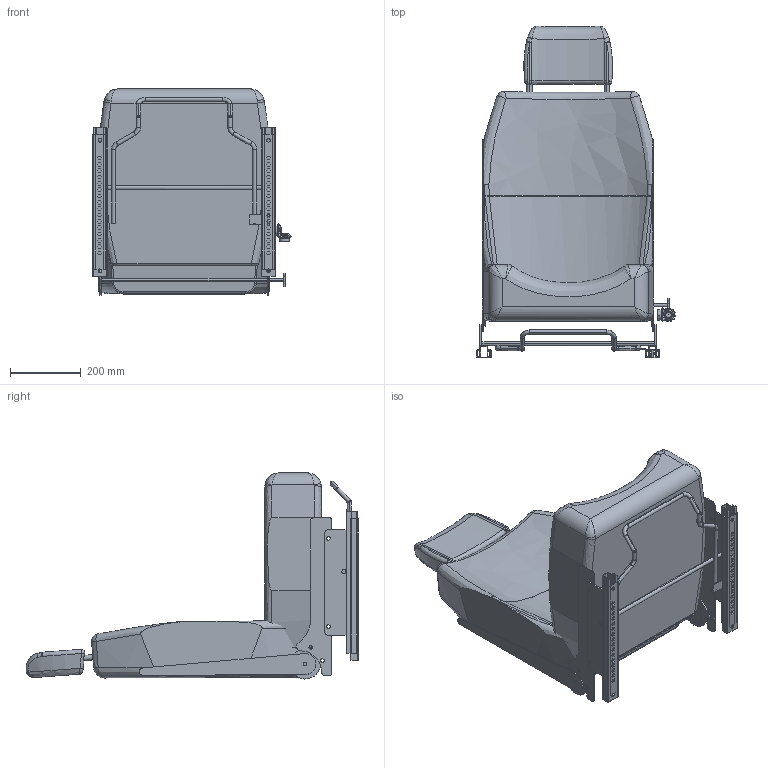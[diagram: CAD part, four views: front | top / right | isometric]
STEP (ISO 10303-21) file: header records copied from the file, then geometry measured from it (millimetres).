
FILE_DESCRIPTION (( 'STEP AP203' ), '1' );
FILE_NAME ('seat.STEP', '2022-06-16T00:18:10', ( '' ), ( '' ), 'SwSTEP 2.0', 'SolidWorks 2021', '' );
FILE_SCHEMA (( 'CONFIG_CONTROL_DESIGN' ));
Length unit declared in the file: millimetre
Products named in the file (24): Part4; Fiksna - Copy; Part9; Podvizna; Part2; Part4 - Copy; Fiksna; Podvizna - Copy; seat; Part8; Part9 - Copy; postolje - Copy; Part 7; postolje; Part6; liz meh; Part8 - Copy; disk za pruzina; spur gear_iso_ISO - Spur gear 1.75M 20T 20PA 5FW ---S20A75H50L10.0S1; sedishte; straight bevel pinion_iso_ISO - Straight bevel pinion 3M12PT 12GT 20PA 12FW ---12O75H30MD0.8N; oskaa; Part 7 - Copy; Part3
Assembly tree (25 placements, depth 2):
  seat
    Part 7
    sedishte
    Part2
    Part3
    Part4
    Part6
    Part8
    Part9
    Podvizna
    Fiksna
    Fiksna - Copy
    Part 7 - Copy
    Part8 - Copy
    Podvizna - Copy
    spur gear_iso_ISO - Spur gear 1.75M 20T 20PA 5FW ---S20A75H50L10.0S1
    Part9 - Copy
    Part4 - Copy
    postolje
    postolje - Copy
    oskaa
    liz meh
    disk za pruzina  x2
    straight bevel pinion_iso_ISO - Straight bevel pinion 3M12PT 12GT 20PA 12FW ---12O75H30MD0.8N  x2
Bounding box: 564.45 x 941.38 x 584.35 mm (x, y, z)
Volume: 63811177.4 mm3; surface area: 2414219.9 mm2
Topology: 25 solids, 25 shells, 1044 faces, 2672 edges, 1650 vertices
Faces by surface type: plane 481, cylinder 275, bspline 232, cone 32, sphere 12, torus 12
Entity records: 42595 total; most frequent: CARTESIAN_POINT 17905, ORIENTED_EDGE 4776, DIRECTION 4267, EDGE_CURVE 2388, VERTEX_POINT 1484, AXIS2_PLACEMENT_3D 1450, VECTOR 1367, LINE 1367
